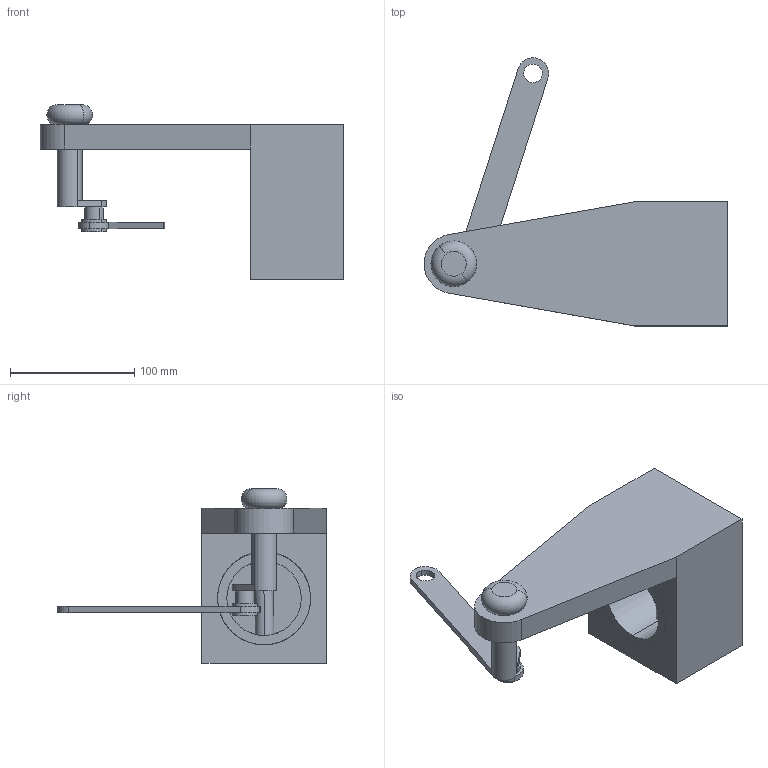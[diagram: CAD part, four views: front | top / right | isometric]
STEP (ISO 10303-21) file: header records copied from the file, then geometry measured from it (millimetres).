
FILE_DESCRIPTION (( 'STEP AP203' ), '1' );
FILE_NAME ('Assem1.STEP', '2024-07-04T17:22:03', ( '' ), ( '' ), 'SwSTEP 2.0', 'SolidWorks 2023', '' );
FILE_SCHEMA (( 'CONFIG_CONTROL_DESIGN' ));
Length unit declared in the file: centimetre
Products named in the file (6): Cylinder; Link; Arm; Assem1; Pin; Base
Assembly tree (5 placements, depth 2):
  Assem1
    Arm
    Cylinder
    Link
    Pin
    Base
Bounding box: 244.76 x 216.1 x 140.88 mm (x, y, z)
Volume: 1046881.2 mm3; surface area: 160082.9 mm2
Topology: 5 solids, 5 shells, 65 faces, 144 edges, 90 vertices
Faces by surface type: cylinder 36, plane 25, torus 4
Entity records: 2958 total; most frequent: CARTESIAN_POINT 837, DIRECTION 340, ORIENTED_EDGE 288, EDGE_CURVE 144, AXIS2_PLACEMENT_3D 135, VERTEX_POINT 90, EDGE_LOOP 78, LINE 70
